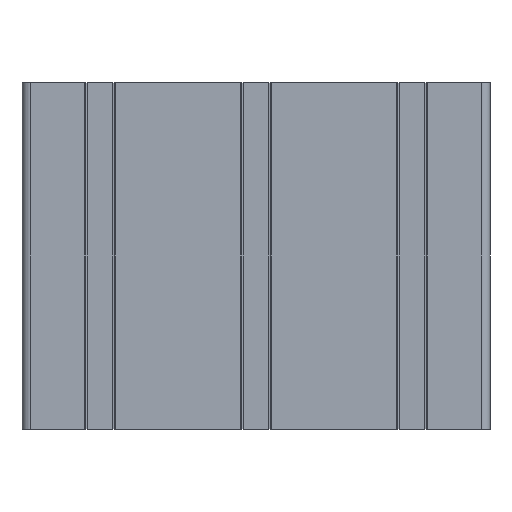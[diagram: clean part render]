
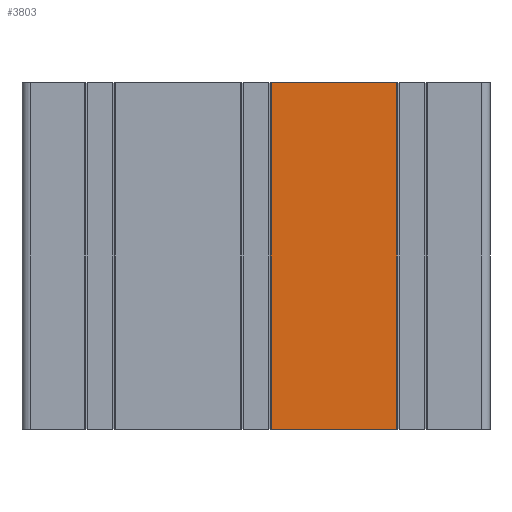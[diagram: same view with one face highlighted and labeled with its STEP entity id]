
A CAD part, front view. The second image highlights one B-rep face of the part: STEP entity #3803.
In plain terms, the highlighted planar face has unit normal (0, -1, 0).
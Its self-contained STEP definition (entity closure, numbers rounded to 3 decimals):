
#446=FACE_OUTER_BOUND('',#638,.T.);
#638=EDGE_LOOP('',(#3090,#3091,#3092,#3093));
#831=LINE('',#5717,#1231);
#864=LINE('',#5815,#1264);
#1046=LINE('',#6325,#1446);
#1047=LINE('',#6326,#1447);
#1231=VECTOR('',#4603,100.);
#1264=VECTOR('',#4698,100.);
#1446=VECTOR('',#5192,36.1);
#1447=VECTOR('',#5193,36.1);
#1626=VERTEX_POINT('',#5713);
#1627=VERTEX_POINT('',#5715);
#1660=VERTEX_POINT('',#5812);
#1661=VERTEX_POINT('',#5814);
#2069=EDGE_CURVE('',#1626,#1627,#831,.T.);
#2117=EDGE_CURVE('',#1660,#1661,#864,.T.);
#2370=EDGE_CURVE('',#1661,#1627,#1046,.T.);
#2371=EDGE_CURVE('',#1660,#1626,#1047,.T.);
#3090=ORIENTED_EDGE('',*,*,#2069,.T.);
#3091=ORIENTED_EDGE('',*,*,#2370,.F.);
#3092=ORIENTED_EDGE('',*,*,#2117,.F.);
#3093=ORIENTED_EDGE('',*,*,#2371,.T.);
#3618=PLANE('',#4144);
#3803=ADVANCED_FACE('',(#446),#3618,.T.);
#4144=AXIS2_PLACEMENT_3D('',#6324,#5190,#5191);
#4603=DIRECTION('',(0.,0.,-1.));
#4698=DIRECTION('',(0.,0.,-1.));
#5190=DIRECTION('center_axis',(0.,-1.,0.));
#5191=DIRECTION('ref_axis',(1.,0.,0.));
#5192=DIRECTION('',(-1.,0.,0.));
#5193=DIRECTION('',(-1.,0.,0.));
#5713=CARTESIAN_POINT('',(4.45,-22.5,100.));
#5715=CARTESIAN_POINT('',(4.45,-22.5,0.));
#5717=CARTESIAN_POINT('',(4.45,-22.5,0.));
#5812=CARTESIAN_POINT('',(40.55,-22.5,100.));
#5814=CARTESIAN_POINT('',(40.55,-22.5,0.));
#5815=CARTESIAN_POINT('',(40.55,-22.5,0.));
#6324=CARTESIAN_POINT('Origin',(-65.,-22.5,0.));
#6325=CARTESIAN_POINT('',(-32.5,-22.5,0.));
#6326=CARTESIAN_POINT('',(-32.5,-22.5,100.));
